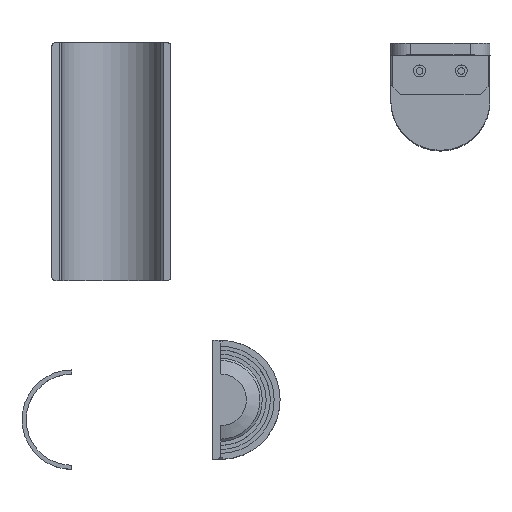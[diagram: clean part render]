
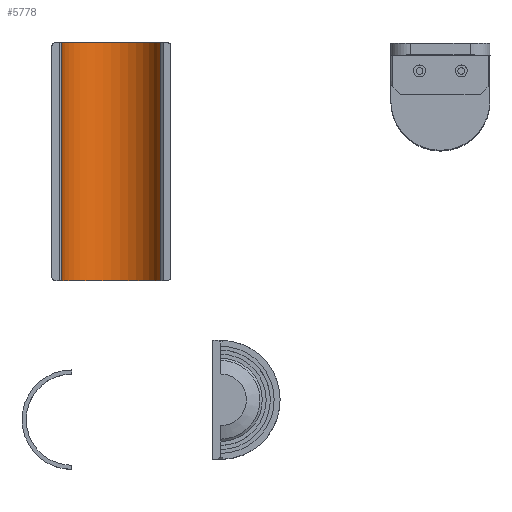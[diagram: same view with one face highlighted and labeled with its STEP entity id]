
A CAD part, top view. The second image highlights one B-rep face of the part: STEP entity #5778.
In plain terms, the highlighted cylindrical face has radius 25 mm (diameter 50 mm), a partial arc.
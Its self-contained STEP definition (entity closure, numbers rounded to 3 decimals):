
#641=FACE_OUTER_BOUND('',#1004,.T.);
#1004=EDGE_LOOP('',(#5283,#5284,#5285,#5286));
#1643=LINE('',#19170,#2307);
#1644=LINE('',#19172,#2308);
#2307=VECTOR('',#7574,10.);
#2308=VECTOR('',#7577,10.);
#2459=CIRCLE('',#6186,25.);
#2460=CIRCLE('',#6189,25.);
#2953=VERTEX_POINT('',#19146);
#2954=VERTEX_POINT('',#19148);
#2958=VERTEX_POINT('',#19160);
#2959=VERTEX_POINT('',#19162);
#3730=EDGE_CURVE('',#2953,#2954,#2459,.T.);
#3737=EDGE_CURVE('',#2958,#2959,#2460,.T.);
#3741=EDGE_CURVE('',#2959,#2953,#1643,.T.);
#3742=EDGE_CURVE('',#2954,#2958,#1644,.T.);
#5283=ORIENTED_EDGE('',*,*,#3741,.F.);
#5284=ORIENTED_EDGE('',*,*,#3737,.F.);
#5285=ORIENTED_EDGE('',*,*,#3742,.F.);
#5286=ORIENTED_EDGE('',*,*,#3730,.F.);
#5498=CYLINDRICAL_SURFACE('',#6195,25.);
#5778=ADVANCED_FACE('',(#641),#5498,.F.);
#6186=AXIS2_PLACEMENT_3D('',#19149,#7550,#7551);
#6189=AXIS2_PLACEMENT_3D('',#19163,#7562,#7563);
#6195=AXIS2_PLACEMENT_3D('',#19173,#7578,#7579);
#7550=DIRECTION('center_axis',(0.,1.,0.));
#7551=DIRECTION('ref_axis',(1.,0.,0.));
#7562=DIRECTION('center_axis',(0.,-1.,0.));
#7563=DIRECTION('ref_axis',(1.,0.,0.));
#7574=DIRECTION('',(0.,-1.,0.));
#7577=DIRECTION('',(0.,1.,0.));
#7578=DIRECTION('center_axis',(0.,1.,0.));
#7579=DIRECTION('ref_axis',(1.,0.,0.));
#19146=CARTESIAN_POINT('',(-140.766,-80.,56.931));
#19148=CARTESIAN_POINT('',(-190.726,-80.,56.931));
#19149=CARTESIAN_POINT('Origin',(-165.746,-80.,57.931));
#19160=CARTESIAN_POINT('',(-190.726,40.,56.931));
#19162=CARTESIAN_POINT('',(-140.766,40.,56.931));
#19163=CARTESIAN_POINT('Origin',(-165.746,40.,57.931));
#19170=CARTESIAN_POINT('',(-140.766,-60.,56.931));
#19172=CARTESIAN_POINT('',(-190.726,-60.,56.931));
#19173=CARTESIAN_POINT('Origin',(-165.746,-60.,57.931));
